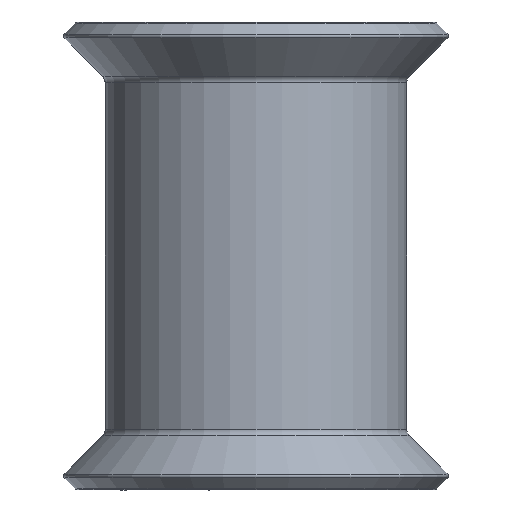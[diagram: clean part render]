
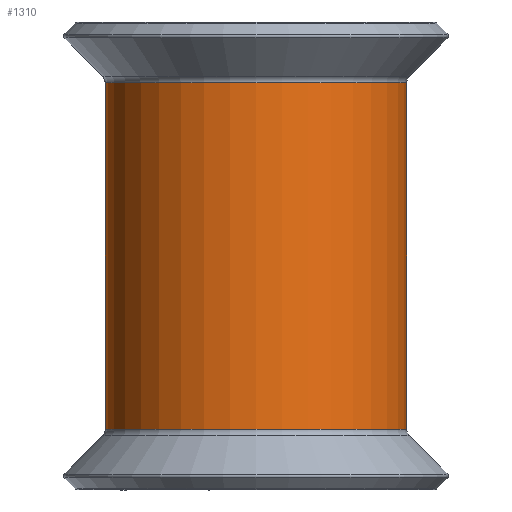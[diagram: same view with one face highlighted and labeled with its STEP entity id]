
A CAD part, front view. The second image highlights one B-rep face of the part: STEP entity #1310.
In plain terms, the highlighted cylindrical face has radius 4.597 mm (diameter 9.195 mm), a partial arc.
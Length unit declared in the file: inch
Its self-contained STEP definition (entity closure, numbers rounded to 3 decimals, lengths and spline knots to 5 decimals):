
#96 = AXIS2_PLACEMENT_3D ( 'NONE', #428, #1942, #645 ) ;
#224 = LINE ( 'NONE', #1864, #1861 ) ;
#318 = FACE_OUTER_BOUND ( 'NONE', #1700, .T. ) ;
#412 = CARTESIAN_POINT ( 'NONE',  ( 0.156, -0.562, 0.281 ) ) ;
#428 = CARTESIAN_POINT ( 'NONE',  ( 0.156, -0.562, -0.20822 ) ) ;
#528 = DIRECTION ( 'NONE',  ( 0., 0., -1. ) ) ;
#611 = EDGE_CURVE ( 'NONE', #1948, #2591, #2287, .T. ) ;
#645 = DIRECTION ( 'NONE',  ( -1., 0., 0. ) ) ;
#810 = CYLINDRICAL_SURFACE ( 'NONE', #2707, 0.181 ) ;
#856 = CARTESIAN_POINT ( 'NONE',  ( -0.025, -0.562, 0.20822 ) ) ;
#927 = CARTESIAN_POINT ( 'NONE',  ( 0.156, -0.562, 0.20822 ) ) ;
#998 = AXIS2_PLACEMENT_3D ( 'NONE', #927, #2417, #1140 ) ;
#1140 = DIRECTION ( 'NONE',  ( -1., 0., 0. ) ) ;
#1310 = ADVANCED_FACE ( 'NONE', ( #318 ), #810, .T. ) ;
#1389 = EDGE_CURVE ( 'NONE', #1583, #1820, #2406, .T. ) ;
#1429 = LINE ( 'NONE', #1599, #2437 ) ;
#1480 = DIRECTION ( 'NONE',  ( -1., 0., 0. ) ) ;
#1550 = CARTESIAN_POINT ( 'NONE',  ( -0.025, -0.562, -0.20822 ) ) ;
#1570 = CARTESIAN_POINT ( 'NONE',  ( 0.156, -0.381, -0.20822 ) ) ;
#1583 = VERTEX_POINT ( 'NONE', #1570 ) ;
#1599 = CARTESIAN_POINT ( 'NONE',  ( -0.025, -0.562, 0.281 ) ) ;
#1680 = EDGE_CURVE ( 'NONE', #2591, #1820, #1429, .T. ) ;
#1700 = EDGE_LOOP ( 'NONE', ( #2536, #2117, #2263, #1955 ) ) ;
#1820 = VERTEX_POINT ( 'NONE', #1550 ) ;
#1861 = VECTOR ( 'NONE', #2025, 39.37008 ) ;
#1864 = CARTESIAN_POINT ( 'NONE',  ( 0.156, -0.381, 0.281 ) ) ;
#1865 = CARTESIAN_POINT ( 'NONE',  ( 0.156, -0.381, 0.20822 ) ) ;
#1912 = DIRECTION ( 'NONE',  ( 0., 0., -1. ) ) ;
#1942 = DIRECTION ( 'NONE',  ( 0., 0., -1. ) ) ;
#1948 = VERTEX_POINT ( 'NONE', #1865 ) ;
#1955 = ORIENTED_EDGE ( 'NONE', *, *, #611, .T. ) ;
#2025 = DIRECTION ( 'NONE',  ( 0., 0., -1. ) ) ;
#2117 = ORIENTED_EDGE ( 'NONE', *, *, #1389, .F. ) ;
#2263 = ORIENTED_EDGE ( 'NONE', *, *, #2525, .F. ) ;
#2287 = CIRCLE ( 'NONE', #998, 0.181 ) ;
#2406 = CIRCLE ( 'NONE', #96, 0.181 ) ;
#2417 = DIRECTION ( 'NONE',  ( 0., 0., -1. ) ) ;
#2437 = VECTOR ( 'NONE', #528, 39.37008 ) ;
#2525 = EDGE_CURVE ( 'NONE', #1948, #1583, #224, .T. ) ;
#2536 = ORIENTED_EDGE ( 'NONE', *, *, #1680, .T. ) ;
#2591 = VERTEX_POINT ( 'NONE', #856 ) ;
#2707 = AXIS2_PLACEMENT_3D ( 'NONE', #412, #1912, #1480 ) ;
